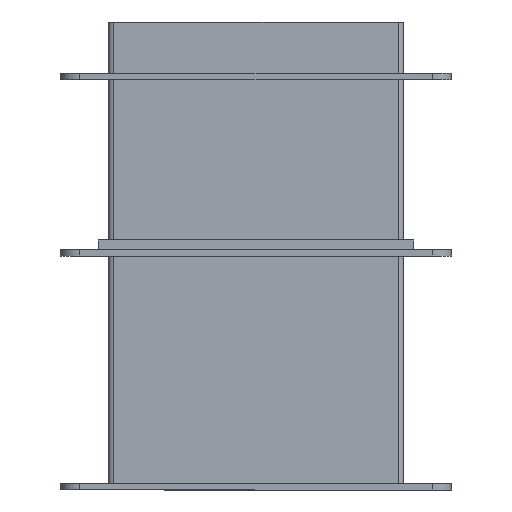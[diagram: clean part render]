
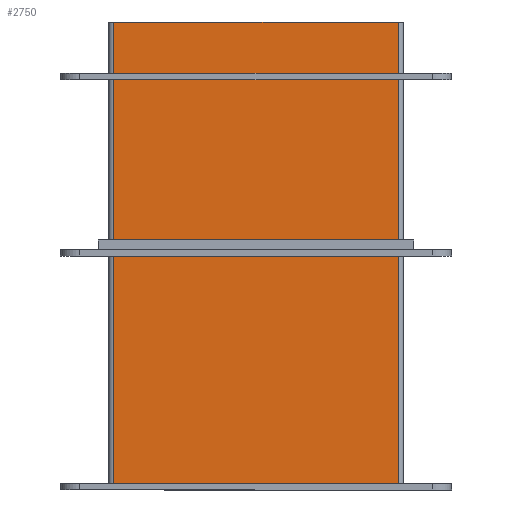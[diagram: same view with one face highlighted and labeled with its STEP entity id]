
A CAD part, left-side view. The second image highlights one B-rep face of the part: STEP entity #2750.
In plain terms, the highlighted planar face has unit normal (-1, 0, 0).
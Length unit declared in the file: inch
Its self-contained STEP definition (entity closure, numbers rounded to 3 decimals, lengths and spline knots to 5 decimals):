
#159=PLANE('',#2924);
#261=FACE_OUTER_BOUND('',#412,.T.);
#412=EDGE_LOOP('',(#1936,#1937,#1938,#1939));
#737=LINE('',#3999,#981);
#761=LINE('',#4052,#1005);
#764=LINE('',#4059,#1008);
#771=LINE('',#4080,#1015);
#981=VECTOR('',#3201,9.);
#1005=VECTOR('',#3255,5.5395);
#1008=VECTOR('',#3262,5.5395);
#1015=VECTOR('',#3289,9.);
#1222=VERTEX_POINT('',#3996);
#1223=VERTEX_POINT('',#3998);
#1237=VERTEX_POINT('',#4050);
#1239=VERTEX_POINT('',#4058);
#1474=EDGE_CURVE('',#1223,#1222,#737,.T.);
#1501=EDGE_CURVE('',#1237,#1222,#761,.T.);
#1504=EDGE_CURVE('',#1223,#1239,#764,.T.);
#1515=EDGE_CURVE('',#1237,#1239,#771,.T.);
#1936=ORIENTED_EDGE('',*,*,#1474,.T.);
#1937=ORIENTED_EDGE('',*,*,#1501,.F.);
#1938=ORIENTED_EDGE('',*,*,#1515,.T.);
#1939=ORIENTED_EDGE('',*,*,#1504,.F.);
#2750=ADVANCED_FACE('',(#261),#159,.F.);
#2924=AXIS2_PLACEMENT_3D('',#4094,#3305,#3306);
#3201=DIRECTION('',(0.,1.,0.));
#3255=DIRECTION('',(0.,0.,1.));
#3262=DIRECTION('',(0.,0.,-1.));
#3289=DIRECTION('',(0.,-1.,0.));
#3305=DIRECTION('center_axis',(1.,0.,0.));
#3306=DIRECTION('ref_axis',(0.,0.,-1.));
#3996=CARTESIAN_POINT('',(-5.875,4.5,5.64475));
#3998=CARTESIAN_POINT('',(-5.875,-4.5,5.64475));
#3999=CARTESIAN_POINT('',(-5.875,-2.25,5.64475));
#4050=CARTESIAN_POINT('',(-5.875,4.5,0.10525));
#4052=CARTESIAN_POINT('',(-5.875,4.5,0.10525));
#4058=CARTESIAN_POINT('',(-5.875,-4.5,0.10525));
#4059=CARTESIAN_POINT('',(-5.875,-4.5,-0.04012));
#4080=CARTESIAN_POINT('',(-5.875,0.,0.10525));
#4094=CARTESIAN_POINT('Origin',(-5.875,0.,
2.89128));
